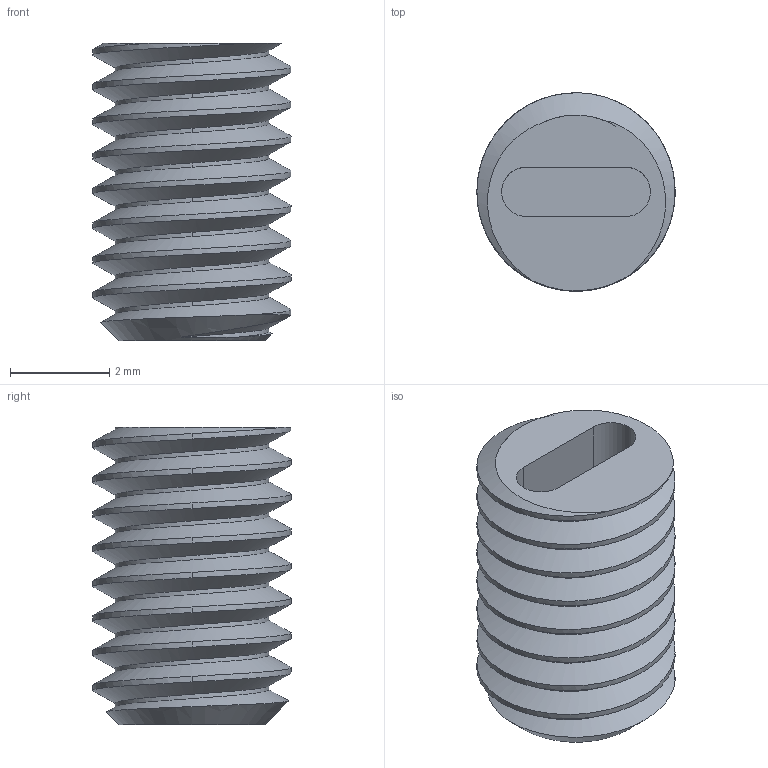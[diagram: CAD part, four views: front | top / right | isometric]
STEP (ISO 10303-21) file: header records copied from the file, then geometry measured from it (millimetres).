
FILE_DESCRIPTION(/* description */ ('STEP AP203'),/* implementation_level */ '2;1');
FILE_NAME(/* name */ 'screws_6mm_m4x0.7_ext.stp',/* time_stamp */ '2022-12-09T16:54:28+01:00',/* author */ ('Rik Ubaghs'),/* organization */ ('Microsoft'),/* preprocessor_version */ 'ST-DEVELOPER v18.1',/* originating_system */ 'Autodesk Inventor 2021',/* authorisation */ '');
FILE_SCHEMA (('AUTOMOTIVE_DESIGN { 1 0 10303 214 3 1 1 }'));
Length unit declared in the file: millimetre
Products named in the file (1): screws_6mm_m4x0.7_ext
Bounding box: 4 x 4 x 6 mm (x, y, z)
Volume: 54.1 mm3; surface area: 147.7 mm2
Topology: 1 solids, 1 shells, 29 faces, 79 edges, 53 vertices
Faces by surface type: cylinder 21, plane 5, bspline 2, cone 1
Full cylindrical faces by diameter (mm): 3.097 x8, 4 x7
Entity records: 4787 total; most frequent: CARTESIAN_POINT 4088, ORIENTED_EDGE 158, DIRECTION 104, EDGE_CURVE 79, VERTEX_POINT 53, B_SPLINE_CURVE_WITH_KNOTS 42, AXIS2_PLACEMENT_3D 39, EDGE_LOOP 30
